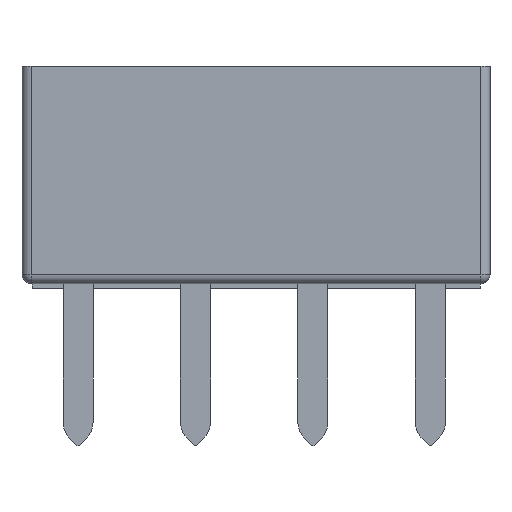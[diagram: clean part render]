
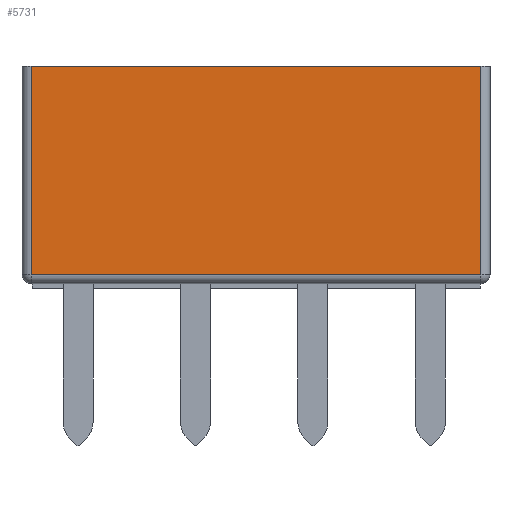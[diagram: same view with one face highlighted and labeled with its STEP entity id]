
A CAD part, left-side view. The second image highlights one B-rep face of the part: STEP entity #5731.
In plain terms, the highlighted planar face has unit normal (-1, 0, 0).
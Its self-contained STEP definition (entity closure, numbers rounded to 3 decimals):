
#322=FACE_OUTER_BOUND('',#653,.T.);
#653=EDGE_LOOP('',(#3922,#3923,#3924,#3925));
#1000=LINE('',#8298,#1696);
#1002=LINE('',#8306,#1698);
#1005=LINE('',#8319,#1701);
#1009=LINE('',#8328,#1705);
#1696=VECTOR('',#6626,10.);
#1698=VECTOR('',#6634,10.);
#1701=VECTOR('',#6649,10.);
#1705=VECTOR('',#6659,10.);
#2383=VERTEX_POINT('',#8295);
#2384=VERTEX_POINT('',#8297);
#2387=VERTEX_POINT('',#8305);
#2389=VERTEX_POINT('',#8313);
#2955=EDGE_CURVE('',#2383,#2384,#1000,.T.);
#2959=EDGE_CURVE('',#2384,#2387,#1002,.T.);
#2966=EDGE_CURVE('',#2387,#2389,#1005,.T.);
#2971=EDGE_CURVE('',#2389,#2383,#1009,.T.);
#3922=ORIENTED_EDGE('',*,*,#2955,.F.);
#3923=ORIENTED_EDGE('',*,*,#2971,.F.);
#3924=ORIENTED_EDGE('',*,*,#2966,.F.);
#3925=ORIENTED_EDGE('',*,*,#2959,.F.);
#5467=PLANE('',#6116);
#5731=ADVANCED_FACE('',(#322),#5467,.T.);
#6116=AXIS2_PLACEMENT_3D('',#8407,#6736,#6737);
#6626=DIRECTION('',(0.,0.,-1.));
#6634=DIRECTION('',(0.,1.,0.));
#6649=DIRECTION('',(0.,0.,1.));
#6659=DIRECTION('',(0.,-1.,0.));
#6736=DIRECTION('center_axis',(-1.,0.,0.));
#6737=DIRECTION('ref_axis',(0.,1.,0.));
#8295=CARTESIAN_POINT('',(-1.19,-8.71,4.75));
#8297=CARTESIAN_POINT('',(-1.19,-8.71,0.25));
#8298=CARTESIAN_POINT('',(-1.19,-8.71,3.85));
#8305=CARTESIAN_POINT('',(-1.19,1.012,0.25));
#8306=CARTESIAN_POINT('',(-1.19,-6.38,0.25));
#8313=CARTESIAN_POINT('',(-1.19,1.012,4.75));
#8319=CARTESIAN_POINT('',(-1.19,1.012,3.85));
#8328=CARTESIAN_POINT('',(-1.19,-8.91,4.75));
#8407=CARTESIAN_POINT('Origin',(-1.19,-8.91,3.85));
